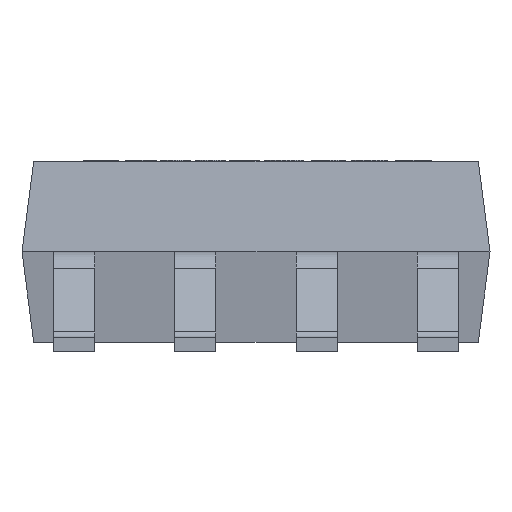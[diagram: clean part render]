
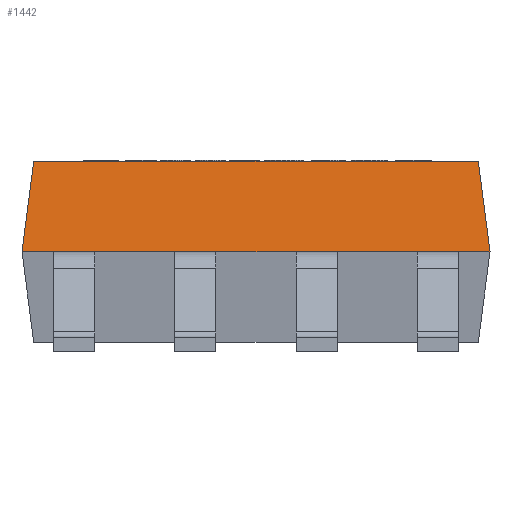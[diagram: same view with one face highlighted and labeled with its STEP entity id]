
A CAD part, left-side view. The second image highlights one B-rep face of the part: STEP entity #1442.
In plain terms, the highlighted free-form (B-spline) face has degree [1, 1] with [2, 2] control points.
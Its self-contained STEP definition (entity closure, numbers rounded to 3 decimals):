
#24 = VERTEX_POINT('',#25);
#25 = CARTESIAN_POINT('',(-2.518,-2.33,2.));
#31 = EDGE_CURVE('',#24,#32,#34,.T.);
#32 = VERTEX_POINT('',#33);
#33 = CARTESIAN_POINT('',(-2.518,2.33,2.));
#34 = LINE('',#35,#36);
#35 = CARTESIAN_POINT('',(-2.518,-2.33,2.));
#36 = VECTOR('',#37,1.);
#37 = DIRECTION('',(0.,1.,0.));
#1331 = EDGE_CURVE('',#24,#1332,#1334,.T.);
#1332 = VERTEX_POINT('',#1333);
#1333 = CARTESIAN_POINT('',(-2.65,-2.453,1.05));
#1334 = B_SPLINE_CURVE_WITH_KNOTS('',1,(#1335,#1336),.UNSPECIFIED.,.F.,
  .F.,(2,2),(0.,1.),.PIECEWISE_BEZIER_KNOTS.);
#1335 = CARTESIAN_POINT('',(-2.518,-2.33,2.));
#1336 = CARTESIAN_POINT('',(-2.65,-2.453,1.05));
#1442 = ADVANCED_FACE('',(#1443),#1524,.T.);
#1443 = FACE_BOUND('',#1444,.T.);
#1444 = EDGE_LOOP('',(#1445,#1446,#1453,#1461,#1469,#1477,#1485,#1493,
    #1501,#1509,#1517,#1523));
#1445 = ORIENTED_EDGE('',*,*,#31,.T.);
#1446 = ORIENTED_EDGE('',*,*,#1447,.T.);
#1447 = EDGE_CURVE('',#32,#1448,#1450,.T.);
#1448 = VERTEX_POINT('',#1449);
#1449 = CARTESIAN_POINT('',(-2.65,2.453,1.05));
#1450 = B_SPLINE_CURVE_WITH_KNOTS('',1,(#1451,#1452),.UNSPECIFIED.,.F.,
  .F.,(2,2),(0.,1.),.PIECEWISE_BEZIER_KNOTS.);
#1451 = CARTESIAN_POINT('',(-2.518,2.33,2.));
#1452 = CARTESIAN_POINT('',(-2.65,2.453,1.05));
#1453 = ORIENTED_EDGE('',*,*,#1454,.F.);
#1454 = EDGE_CURVE('',#1455,#1448,#1457,.T.);
#1455 = VERTEX_POINT('',#1456);
#1456 = CARTESIAN_POINT('',(-2.65,2.12,1.05));
#1457 = LINE('',#1458,#1459);
#1458 = CARTESIAN_POINT('',(-2.65,-2.453,1.05));
#1459 = VECTOR('',#1460,1.);
#1460 = DIRECTION('',(0.,1.,0.));
#1461 = ORIENTED_EDGE('',*,*,#1462,.F.);
#1462 = EDGE_CURVE('',#1463,#1455,#1465,.T.);
#1463 = VERTEX_POINT('',#1464);
#1464 = CARTESIAN_POINT('',(-2.65,1.69,1.05));
#1465 = LINE('',#1466,#1467);
#1466 = CARTESIAN_POINT('',(-2.65,-2.453,1.05));
#1467 = VECTOR('',#1468,1.);
#1468 = DIRECTION('',(0.,1.,0.));
#1469 = ORIENTED_EDGE('',*,*,#1470,.F.);
#1470 = EDGE_CURVE('',#1471,#1463,#1473,.T.);
#1471 = VERTEX_POINT('',#1472);
#1472 = CARTESIAN_POINT('',(-2.65,0.85,1.05));
#1473 = LINE('',#1474,#1475);
#1474 = CARTESIAN_POINT('',(-2.65,-2.453,1.05));
#1475 = VECTOR('',#1476,1.);
#1476 = DIRECTION('',(0.,1.,0.));
#1477 = ORIENTED_EDGE('',*,*,#1478,.F.);
#1478 = EDGE_CURVE('',#1479,#1471,#1481,.T.);
#1479 = VERTEX_POINT('',#1480);
#1480 = CARTESIAN_POINT('',(-2.65,0.42,1.05));
#1481 = LINE('',#1482,#1483);
#1482 = CARTESIAN_POINT('',(-2.65,-2.453,1.05));
#1483 = VECTOR('',#1484,1.);
#1484 = DIRECTION('',(0.,1.,0.));
#1485 = ORIENTED_EDGE('',*,*,#1486,.F.);
#1486 = EDGE_CURVE('',#1487,#1479,#1489,.T.);
#1487 = VERTEX_POINT('',#1488);
#1488 = CARTESIAN_POINT('',(-2.65,-0.42,1.05));
#1489 = LINE('',#1490,#1491);
#1490 = CARTESIAN_POINT('',(-2.65,-2.453,1.05));
#1491 = VECTOR('',#1492,1.);
#1492 = DIRECTION('',(0.,1.,0.));
#1493 = ORIENTED_EDGE('',*,*,#1494,.F.);
#1494 = EDGE_CURVE('',#1495,#1487,#1497,.T.);
#1495 = VERTEX_POINT('',#1496);
#1496 = CARTESIAN_POINT('',(-2.65,-0.85,1.05));
#1497 = LINE('',#1498,#1499);
#1498 = CARTESIAN_POINT('',(-2.65,-2.453,1.05));
#1499 = VECTOR('',#1500,1.);
#1500 = DIRECTION('',(0.,1.,0.));
#1501 = ORIENTED_EDGE('',*,*,#1502,.F.);
#1502 = EDGE_CURVE('',#1503,#1495,#1505,.T.);
#1503 = VERTEX_POINT('',#1504);
#1504 = CARTESIAN_POINT('',(-2.65,-1.69,1.05));
#1505 = LINE('',#1506,#1507);
#1506 = CARTESIAN_POINT('',(-2.65,-2.453,1.05));
#1507 = VECTOR('',#1508,1.);
#1508 = DIRECTION('',(0.,1.,0.));
#1509 = ORIENTED_EDGE('',*,*,#1510,.F.);
#1510 = EDGE_CURVE('',#1511,#1503,#1513,.T.);
#1511 = VERTEX_POINT('',#1512);
#1512 = CARTESIAN_POINT('',(-2.65,-2.12,1.05));
#1513 = LINE('',#1514,#1515);
#1514 = CARTESIAN_POINT('',(-2.65,-2.453,1.05));
#1515 = VECTOR('',#1516,1.);
#1516 = DIRECTION('',(0.,1.,0.));
#1517 = ORIENTED_EDGE('',*,*,#1518,.F.);
#1518 = EDGE_CURVE('',#1332,#1511,#1519,.T.);
#1519 = LINE('',#1520,#1521);
#1520 = CARTESIAN_POINT('',(-2.65,-2.453,1.05));
#1521 = VECTOR('',#1522,1.);
#1522 = DIRECTION('',(0.,1.,0.));
#1523 = ORIENTED_EDGE('',*,*,#1331,.F.);
#1524 = B_SPLINE_SURFACE_WITH_KNOTS('',1,1,(
    (#1525,#1526)
    ,(#1527,#1528
    )),.UNSPECIFIED.,.F.,.F.,.F.,(2,2),(2,2),(0.,4.905),(0.,1.),
  .PIECEWISE_BEZIER_KNOTS.);
#1525 = CARTESIAN_POINT('',(-2.518,-2.33,2.));
#1526 = CARTESIAN_POINT('',(-2.65,-2.453,1.05));
#1527 = CARTESIAN_POINT('',(-2.518,2.33,2.));
#1528 = CARTESIAN_POINT('',(-2.65,2.453,1.05));
